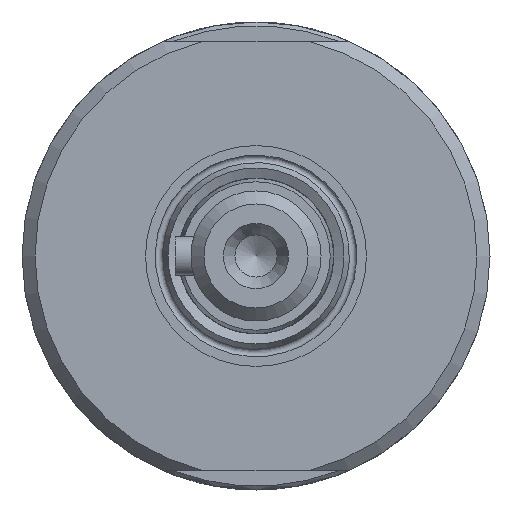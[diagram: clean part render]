
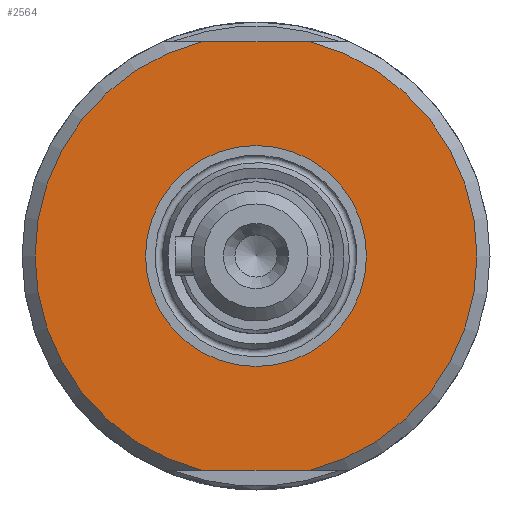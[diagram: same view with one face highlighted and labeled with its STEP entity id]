
A CAD part, left-side view. The second image highlights one B-rep face of the part: STEP entity #2564.
In plain terms, the highlighted planar face has unit normal (-1, 0, 0).
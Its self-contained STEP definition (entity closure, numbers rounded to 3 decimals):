
#96=LINE('',#3788,#322);
#101=LINE('',#3824,#327);
#322=VECTOR('',#3047,10.);
#327=VECTOR('',#3058,10.);
#695=FACE_BOUND('',#887,.T.);
#740=FACE_OUTER_BOUND('',#886,.T.);
#886=EDGE_LOOP('',(#1841,#1842,#1843,#1844));
#887=EDGE_LOOP('',(#1845,#1846));
#1040=CIRCLE('',#2747,17.);
#1045=CIRCLE('',#2755,17.);
#1047=CIRCLE('',#2759,8.5);
#1048=CIRCLE('',#2760,8.5);
#1155=VERTEX_POINT('',#3783);
#1156=VERTEX_POINT('',#3787);
#1162=VERTEX_POINT('',#3805);
#1166=VERTEX_POINT('',#3820);
#1167=VERTEX_POINT('',#3838);
#1168=VERTEX_POINT('',#3839);
#1408=EDGE_CURVE('',#1156,#1155,#96,.T.);
#1420=EDGE_CURVE('',#1162,#1166,#101,.T.);
#1421=EDGE_CURVE('',#1156,#1166,#1040,.T.);
#1426=EDGE_CURVE('',#1162,#1155,#1045,.T.);
#1428=EDGE_CURVE('',#1167,#1168,#1047,.T.);
#1429=EDGE_CURVE('',#1168,#1167,#1048,.T.);
#1841=ORIENTED_EDGE('',*,*,#1408,.T.);
#1842=ORIENTED_EDGE('',*,*,#1426,.F.);
#1843=ORIENTED_EDGE('',*,*,#1420,.T.);
#1844=ORIENTED_EDGE('',*,*,#1421,.F.);
#1845=ORIENTED_EDGE('',*,*,#1428,.T.);
#1846=ORIENTED_EDGE('',*,*,#1429,.T.);
#2460=PLANE('',#2758);
#2564=ADVANCED_FACE('',(#740,#695),#2460,.T.);
#2747=AXIS2_PLACEMENT_3D('',#3826,#3061,#3062);
#2755=AXIS2_PLACEMENT_3D('',#3834,#3077,#3078);
#2758=AXIS2_PLACEMENT_3D('',#3837,#3083,#3084);
#2759=AXIS2_PLACEMENT_3D('',#3840,#3085,#3086);
#2760=AXIS2_PLACEMENT_3D('',#3841,#3087,#3088);
#3047=DIRECTION('',(0.,1.,0.));
#3058=DIRECTION('',(0.,-1.,0.));
#3061=DIRECTION('center_axis',(1.,0.,0.));
#3062=DIRECTION('ref_axis',(0.,1.,0.));
#3077=DIRECTION('center_axis',(1.,0.,0.));
#3078=DIRECTION('ref_axis',(0.,1.,0.));
#3083=DIRECTION('center_axis',(-1.,0.,0.));
#3084=DIRECTION('ref_axis',(0.,0.,
-1.));
#3085=DIRECTION('center_axis',(1.,0.,0.));
#3086=DIRECTION('ref_axis',(0.,-1.,0.));
#3087=DIRECTION('center_axis',(1.,0.,0.));
#3088=DIRECTION('ref_axis',(0.,-1.,0.));
#3783=CARTESIAN_POINT('',(-113.2,4.093,16.5));
#3787=CARTESIAN_POINT('',(-113.2,-4.093,16.5));
#3788=CARTESIAN_POINT('',(-113.2,-0.903,16.5));
#3805=CARTESIAN_POINT('',(-113.2,4.093,-16.5));
#3820=CARTESIAN_POINT('',(-113.2,-4.093,-16.5));
#3824=CARTESIAN_POINT('',(-113.2,-8.097,-16.5));
#3826=CARTESIAN_POINT('Origin',(-113.2,0.,0.));
#3834=CARTESIAN_POINT('Origin',(-113.2,0.,0.));
#3837=CARTESIAN_POINT('Origin',(-113.2,-9.,0.));
#3838=CARTESIAN_POINT('',(-113.2,-8.5,0.));
#3839=CARTESIAN_POINT('',(-113.2,8.5,0.));
#3840=CARTESIAN_POINT('Origin',(-113.2,0.,0.));
#3841=CARTESIAN_POINT('Origin',(-113.2,0.,0.));
